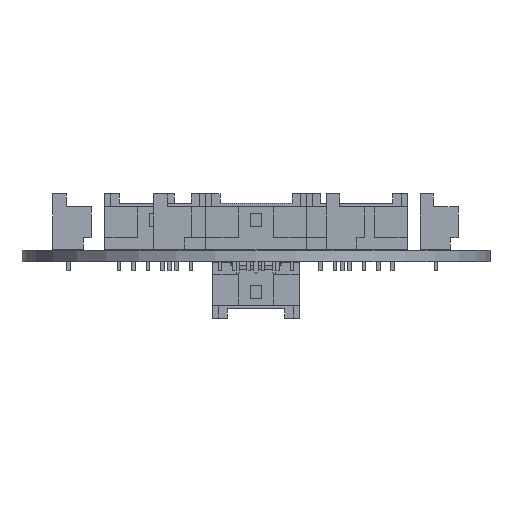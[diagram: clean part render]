
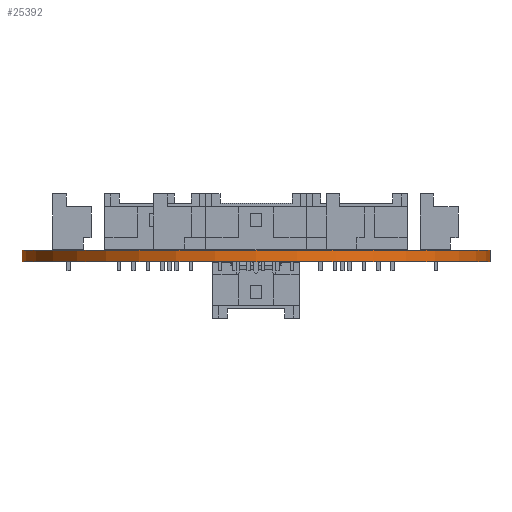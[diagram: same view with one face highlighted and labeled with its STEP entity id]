
A CAD part, front view. The second image highlights one B-rep face of the part: STEP entity #25392.
In plain terms, the highlighted cylindrical face has radius 32.5 mm (diameter 65 mm), a full revolution.
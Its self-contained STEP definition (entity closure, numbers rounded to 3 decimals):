
#1763=FACE_OUTER_BOUND('',#3127,.T.);
#3127=EDGE_LOOP('',(#17796,#17797,#17798,#17799));
#4874=LINE('',#36990,#7651);
#7651=VECTOR('',#30047,32.5);
#10599=CIRCLE('',#27187,32.5);
#10600=CIRCLE('',#27188,32.5);
#11409=VERTEX_POINT('',#36987);
#11410=VERTEX_POINT('',#36989);
#13948=EDGE_CURVE('',#11409,#11409,#10599,.T.);
#13949=EDGE_CURVE('',#11409,#11410,#4874,.T.);
#13950=EDGE_CURVE('',#11410,#11410,#10600,.T.);
#17796=ORIENTED_EDGE('',*,*,#13948,.F.);
#17797=ORIENTED_EDGE('',*,*,#13949,.T.);
#17798=ORIENTED_EDGE('',*,*,#13950,.T.);
#17799=ORIENTED_EDGE('',*,*,#13949,.F.);
#24637=CYLINDRICAL_SURFACE('',#27186,32.5);
#25392=ADVANCED_FACE('',(#1763),#24637,.T.);
#27186=AXIS2_PLACEMENT_3D('',#36986,#30043,#30044);
#27187=AXIS2_PLACEMENT_3D('',#36988,#30045,#30046);
#27188=AXIS2_PLACEMENT_3D('',#36991,#30048,#30049);
#30043=DIRECTION('center_axis',(0.,0.,1.));
#30044=DIRECTION('ref_axis',(1.,0.,0.));
#30045=DIRECTION('center_axis',(0.,0.,1.));
#30046=DIRECTION('ref_axis',(1.,0.,0.));
#30047=DIRECTION('',(0.,0.,-1.));
#30048=DIRECTION('center_axis',(0.,0.,1.));
#30049=DIRECTION('ref_axis',(1.,0.,0.));
#36986=CARTESIAN_POINT('Origin',(0.,0.,0.));
#36987=CARTESIAN_POINT('',(-32.5,0.,1.57));
#36988=CARTESIAN_POINT('Origin',(0.,0.,1.57));
#36989=CARTESIAN_POINT('',(-32.5,0.,0.));
#36990=CARTESIAN_POINT('',(-32.5,0.,0.));
#36991=CARTESIAN_POINT('Origin',(0.,0.,0.));
